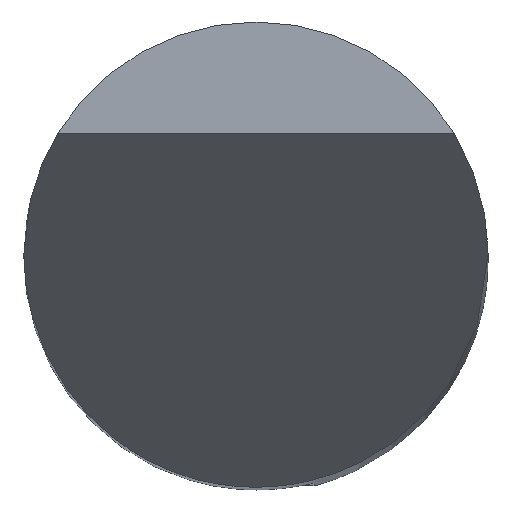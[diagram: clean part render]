
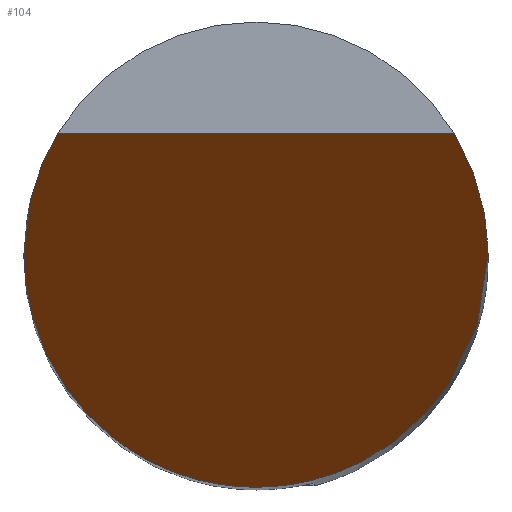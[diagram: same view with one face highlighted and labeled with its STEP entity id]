
A CAD part, top view. The second image highlights one B-rep face of the part: STEP entity #104.
In plain terms, the highlighted planar face has unit normal (0, -0.866, 0.5).
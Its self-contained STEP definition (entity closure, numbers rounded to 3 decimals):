
#104=ADVANCED_FACE('',(#152),#140,.F.);
#140=PLANE('',#690);
#152=FACE_OUTER_BOUND('',#188,.T.);
#188=EDGE_LOOP('',(#245,#246,#247,#248));
#245=ORIENTED_EDGE('',*,*,#495,.F.);
#246=ORIENTED_EDGE('',*,*,#496,.F.);
#247=ORIENTED_EDGE('',*,*,#493,.T.);
#248=ORIENTED_EDGE('',*,*,#497,.F.);
#431=VERTEX_POINT('',#912);
#432=VERTEX_POINT('',#913);
#433=VERTEX_POINT('',#920);
#434=VERTEX_POINT('',#921);
#493=EDGE_CURVE('',#431,#432,#587,.T.);
#495=EDGE_CURVE('',#433,#434,#645,.T.);
#496=EDGE_CURVE('',#431,#433,#646,.T.);
#497=EDGE_CURVE('',#434,#432,#647,.T.);
#587=LINE('',#911,#612);
#612=VECTOR('',#740,1.);
#645=(
BOUNDED_CURVE()
B_SPLINE_CURVE(3,(#916,#917,#918,#919),.UNSPECIFIED.,.F.,.F.)
B_SPLINE_CURVE_WITH_KNOTS((4,4),(0.,1.),.UNSPECIFIED.)
CURVE()
GEOMETRIC_REPRESENTATION_ITEM()
RATIONAL_B_SPLINE_CURVE((1.,0.333,0.333,1.))
REPRESENTATION_ITEM('')
);
#646=(
BOUNDED_CURVE()
B_SPLINE_CURVE(3,(#922,#923,#924,#925),.UNSPECIFIED.,.F.,.F.)
B_SPLINE_CURVE_WITH_KNOTS((4,4),(0.,1.),.UNSPECIFIED.)
CURVE()
GEOMETRIC_REPRESENTATION_ITEM()
RATIONAL_B_SPLINE_CURVE((1.,0.975,0.975,1.))
REPRESENTATION_ITEM('')
);
#647=(
BOUNDED_CURVE()
B_SPLINE_CURVE(3,(#926,#927,#928,#929),.UNSPECIFIED.,.F.,.F.)
B_SPLINE_CURVE_WITH_KNOTS((4,4),(0.,1.),.UNSPECIFIED.)
CURVE()
GEOMETRIC_REPRESENTATION_ITEM()
RATIONAL_B_SPLINE_CURVE((1.,0.975,0.975,1.))
REPRESENTATION_ITEM('')
);
#690=AXIS2_PLACEMENT_3D('',#930,#745,#746);
#740=DIRECTION('',(-1.,0.,0.));
#745=DIRECTION('',(0.,0.866,-0.5));
#746=DIRECTION('',(0.,0.5,0.866));
#911=CARTESIAN_POINT('',(2.5,1.299,2.25));
#912=CARTESIAN_POINT('',(2.136,1.299,2.25));
#913=CARTESIAN_POINT('',(-2.136,1.299,2.25));
#916=CARTESIAN_POINT('',(2.5,0.,0.));
#917=CARTESIAN_POINT('',(2.5,-5.,-8.66));
#918=CARTESIAN_POINT('',(-2.5,-5.,-8.66));
#919=CARTESIAN_POINT('',(-2.5,0.,0.));
#920=CARTESIAN_POINT('',(2.5,0.,0.));
#921=CARTESIAN_POINT('',(-2.5,0.,0.));
#922=CARTESIAN_POINT('',(2.136,1.299,2.25));
#923=CARTESIAN_POINT('',(2.376,0.905,1.568));
#924=CARTESIAN_POINT('',(2.5,0.461,0.799));
#925=CARTESIAN_POINT('',(2.5,0.,0.));
#926=CARTESIAN_POINT('',(-2.5,0.,0.));
#927=CARTESIAN_POINT('',(-2.5,0.461,0.799));
#928=CARTESIAN_POINT('',(-2.376,0.905,1.568));
#929=CARTESIAN_POINT('',(-2.136,1.299,2.25));
#930=CARTESIAN_POINT('',(2.5,-11.114,-19.25));
